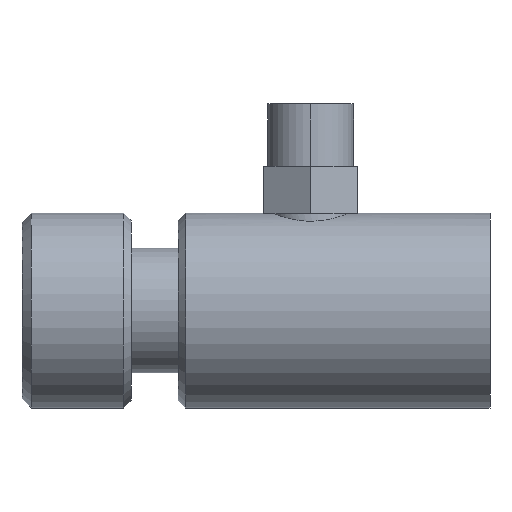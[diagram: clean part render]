
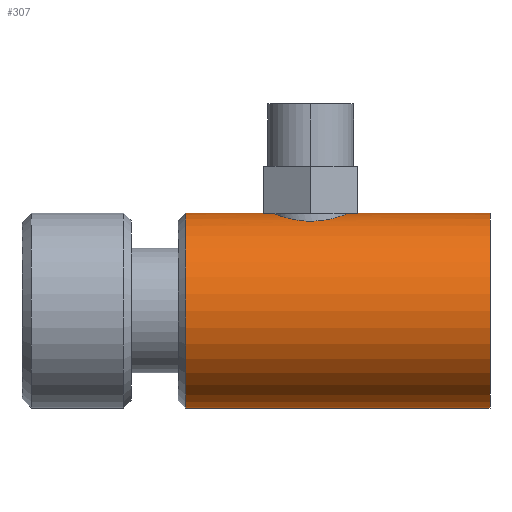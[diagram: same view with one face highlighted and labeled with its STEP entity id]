
A CAD part, left-side view. The second image highlights one B-rep face of the part: STEP entity #307.
In plain terms, the highlighted cylindrical face has radius 12.5 mm (diameter 25 mm), a partial arc.
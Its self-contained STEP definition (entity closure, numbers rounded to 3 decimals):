
#2 = CARTESIAN_POINT ( 'NONE',  ( -4.336, -24.286, 11.725 ) ) ;
#9 = EDGE_CURVE ( 'NONE', #606, #511, #333, .T. ) ;
#11 = CARTESIAN_POINT ( 'NONE',  ( -1.626, -26.514, 12.398 ) ) ;
#63 = LINE ( 'NONE', #704, #186 ) ;
#83 = DIRECTION ( 'NONE',  ( 0., 1., 0. ) ) ;
#93 = ORIENTED_EDGE ( 'NONE', *, *, #718, .T. ) ;
#116 = CARTESIAN_POINT ( 'NONE',  ( -4.333, -19.259, 11.726 ) ) ;
#120 = CARTESIAN_POINT ( 'NONE',  ( 0., -26.775, 12.5 ) ) ;
#128 = ORIENTED_EDGE ( 'NONE', *, *, #9, .F. ) ;
#136 = CARTESIAN_POINT ( 'NONE',  ( -4.489, -24., 11.667 ) ) ;
#147 = CARTESIAN_POINT ( 'NONE',  ( -2.51, -17.447, 12.246 ) ) ;
#186 = VECTOR ( 'NONE', #928, 1000. ) ;
#221 = LINE ( 'NONE', #300, #905 ) ;
#234 = CARTESIAN_POINT ( 'NONE',  ( -4.733, -23.397, 11.57 ) ) ;
#266 = DIRECTION ( 'NONE',  ( 0., 0., 1. ) ) ;
#269 = CARTESIAN_POINT ( 'NONE',  ( -0.329, -16.775, 12.5 ) ) ;
#274 = CARTESIAN_POINT ( 'NONE',  ( -3.972, -18.721, 11.854 ) ) ;
#300 = CARTESIAN_POINT ( 'NONE',  ( 0., 17.675, 12.5 ) ) ;
#307 = ADVANCED_FACE ( 'NONE', ( #886 ), #1465, .T. ) ;
#309 = CARTESIAN_POINT ( 'NONE',  ( 0., -44.775, 12.5 ) ) ;
#319 = VERTEX_POINT ( 'NONE', #632 ) ;
#321 = CARTESIAN_POINT ( 'NONE',  ( 0., -44.775, -12.5 ) ) ;
#333 = CIRCLE ( 'NONE', #1000, 12.5 ) ;
#361 = CARTESIAN_POINT ( 'NONE',  ( -4.677, -23.55, 11.592 ) ) ;
#380 = CARTESIAN_POINT ( 'NONE',  ( -2.221, -17.292, 12.302 ) ) ;
#387 = ORIENTED_EDGE ( 'NONE', *, *, #1295, .T. ) ;
#394 = CARTESIAN_POINT ( 'NONE',  ( -2.074, -17.222, 12.328 ) ) ;
#414 = CARTESIAN_POINT ( 'NONE',  ( 0., -5.775, 0. ) ) ;
#416 = AXIS2_PLACEMENT_3D ( 'NONE', #1163, #614, #1281 ) ;
#446 = ORIENTED_EDGE ( 'NONE', *, *, #1134, .T. ) ;
#480 = CARTESIAN_POINT ( 'NONE',  ( -4.87, -22.92, 11.512 ) ) ;
#483 = CARTESIAN_POINT ( 'NONE',  ( -0.334, -26.775, 12.5 ) ) ;
#507 = CARTESIAN_POINT ( 'NONE',  ( 0., -16.775, 12.5 ) ) ;
#511 = VERTEX_POINT ( 'NONE', #996 ) ;
#539 = B_SPLINE_CURVE_WITH_KNOTS ( 'NONE', 3,
 ( #120, #483, #1269, #715, #11, #1264, #1041, #1256, #831, #595, #597, #2, #136, #361, #234, #1156, #480, #1029, #1142, #584, #1376, #696, #1504, #815, #116, #274, #1060, #731, #1050, #1408, #147, #380, #394, #616, #955, #949, #269, #507 ),
 .UNSPECIFIED., .F., .F.,
 ( 4, 2, 2, 2, 2, 2, 2, 2, 2, 2, 2, 2, 2, 2, 2, 2, 2, 2, 4 ),
 ( 0., 0.001, 0.002, 0.003, 0.004, 0.005, 0.006, 0.006, 0.007, 0.008, 0.009, 0.01, 0.011, 0.012, 0.013, 0.013, 0.014, 0.015, 0.016 ),
 .UNSPECIFIED. ) ;
#559 = CARTESIAN_POINT ( 'NONE',  ( 0., -5.775, -12.5 ) ) ;
#564 = CARTESIAN_POINT ( 'NONE',  ( 0., 17.675, -12.5 ) ) ;
#567 = LINE ( 'NONE', #564, #1021 ) ;
#584 = CARTESIAN_POINT ( 'NONE',  ( -5., -21.448, 11.456 ) ) ;
#595 = CARTESIAN_POINT ( 'NONE',  ( -3.766, -25.08, 11.922 ) ) ;
#597 = CARTESIAN_POINT ( 'NONE',  ( -3.972, -24.829, 11.854 ) ) ;
#606 = VERTEX_POINT ( 'NONE', #559 ) ;
#607 = CARTESIAN_POINT ( 'NONE',  ( 0., 17.675, 0. ) ) ;
#609 = EDGE_CURVE ( 'NONE', #1075, #606, #567, .T. ) ;
#614 = DIRECTION ( 'NONE',  ( 0., 1., 0. ) ) ;
#616 = CARTESIAN_POINT ( 'NONE',  ( -1.623, -17.034, 12.398 ) ) ;
#623 = ORIENTED_EDGE ( 'NONE', *, *, #754, .T. ) ;
#632 = CARTESIAN_POINT ( 'NONE',  ( 0., -26.775, 12.5 ) ) ;
#671 = CIRCLE ( 'NONE', #416, 12.5 ) ;
#692 = CARTESIAN_POINT ( 'NONE',  ( 0., -16.775, 12.5 ) ) ;
#696 = CARTESIAN_POINT ( 'NONE',  ( -4.837, -20.468, 11.526 ) ) ;
#704 = CARTESIAN_POINT ( 'NONE',  ( 0., 17.675, 12.5 ) ) ;
#715 = CARTESIAN_POINT ( 'NONE',  ( -1.306, -26.612, 12.436 ) ) ;
#718 = EDGE_CURVE ( 'NONE', #1007, #319, #63, .T. ) ;
#726 = VERTEX_POINT ( 'NONE', #692 ) ;
#731 = CARTESIAN_POINT ( 'NONE',  ( -3.305, -18.009, 12.057 ) ) ;
#754 = EDGE_CURVE ( 'NONE', #1075, #1007, #671, .T. ) ;
#815 = CARTESIAN_POINT ( 'NONE',  ( -4.487, -19.545, 11.668 ) ) ;
#831 = CARTESIAN_POINT ( 'NONE',  ( -3.31, -25.536, 12.056 ) ) ;
#879 = DIRECTION ( 'NONE',  ( 0., 0., 1. ) ) ;
#886 = FACE_OUTER_BOUND ( 'NONE', #943, .T. ) ;
#905 = VECTOR ( 'NONE', #1127, 1000. ) ;
#928 = DIRECTION ( 'NONE',  ( 0., 1., 0. ) ) ;
#943 = EDGE_LOOP ( 'NONE', ( #1426, #623, #93, #387, #446, #128 ) ) ;
#949 = CARTESIAN_POINT ( 'NONE',  ( -0.659, -16.807, 12.487 ) ) ;
#955 = CARTESIAN_POINT ( 'NONE',  ( -1.311, -16.938, 12.435 ) ) ;
#996 = CARTESIAN_POINT ( 'NONE',  ( 0., -5.775, 12.5 ) ) ;
#1000 = AXIS2_PLACEMENT_3D ( 'NONE', #414, #1461, #879 ) ;
#1007 = VERTEX_POINT ( 'NONE', #309 ) ;
#1021 = VECTOR ( 'NONE', #83, 1000. ) ;
#1029 = CARTESIAN_POINT ( 'NONE',  ( -4.967, -22.435, 11.471 ) ) ;
#1041 = CARTESIAN_POINT ( 'NONE',  ( -2.516, -26.108, 12.247 ) ) ;
#1050 = CARTESIAN_POINT ( 'NONE',  ( -3.056, -17.804, 12.124 ) ) ;
#1060 = CARTESIAN_POINT ( 'NONE',  ( -3.763, -18.467, 11.922 ) ) ;
#1075 = VERTEX_POINT ( 'NONE', #321 ) ;
#1093 = AXIS2_PLACEMENT_3D ( 'NONE', #607, #1283, #266 ) ;
#1127 = DIRECTION ( 'NONE',  ( 0., 1., 0. ) ) ;
#1134 = EDGE_CURVE ( 'NONE', #726, #511, #221, .T. ) ;
#1142 = CARTESIAN_POINT ( 'NONE',  ( -5., -22.108, 11.457 ) ) ;
#1156 = CARTESIAN_POINT ( 'NONE',  ( -4.829, -23.082, 11.53 ) ) ;
#1163 = CARTESIAN_POINT ( 'NONE',  ( 0., -44.775, 0. ) ) ;
#1256 = CARTESIAN_POINT ( 'NONE',  ( -3.057, -25.745, 12.124 ) ) ;
#1264 = CARTESIAN_POINT ( 'NONE',  ( -2.23, -26.262, 12.303 ) ) ;
#1269 = CARTESIAN_POINT ( 'NONE',  ( -0.662, -26.742, 12.487 ) ) ;
#1281 = DIRECTION ( 'NONE',  ( 0., 0., 1. ) ) ;
#1283 = DIRECTION ( 'NONE',  ( 0., 1., 0. ) ) ;
#1295 = EDGE_CURVE ( 'NONE', #319, #726, #539, .T. ) ;
#1376 = CARTESIAN_POINT ( 'NONE',  ( -4.967, -21.112, 11.471 ) ) ;
#1408 = CARTESIAN_POINT ( 'NONE',  ( -2.651, -17.532, 12.216 ) ) ;
#1426 = ORIENTED_EDGE ( 'NONE', *, *, #609, .F. ) ;
#1461 = DIRECTION ( 'NONE',  ( 0., 1., 0. ) ) ;
#1465 = CYLINDRICAL_SURFACE ( 'NONE', #1093, 12.5 ) ;
#1504 = CARTESIAN_POINT ( 'NONE',  ( -4.742, -20.154, 11.567 ) ) ;
